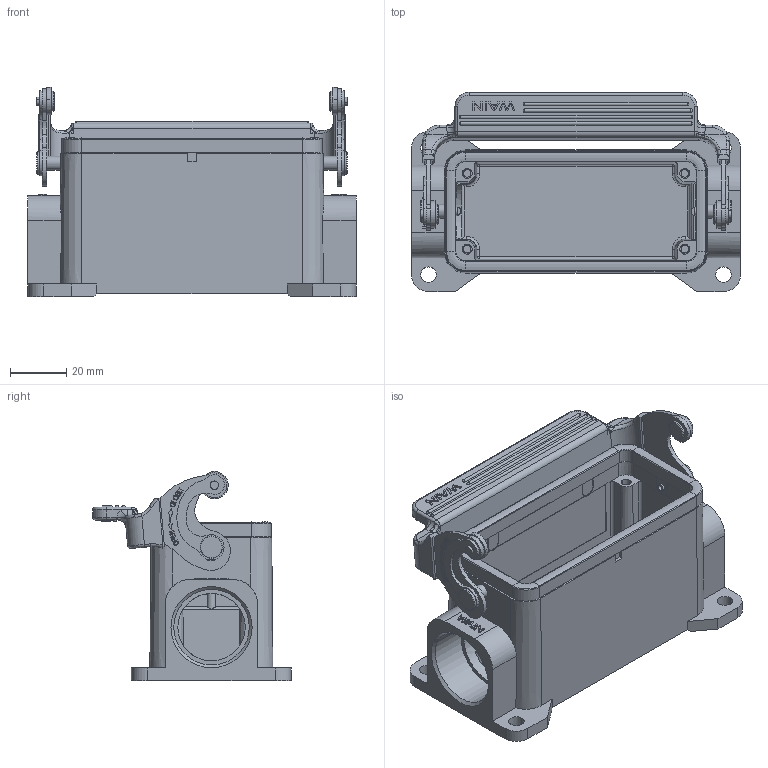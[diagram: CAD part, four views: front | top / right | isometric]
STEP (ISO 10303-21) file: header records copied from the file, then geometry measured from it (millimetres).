
FILE_DESCRIPTION(/* description */ (''),/* implementation_level */ '2;1');
FILE_NAME(/* name */ '3D_1240162211011_HV16B-SF-1L_SC-PG21_V1.1.stp',/* time_stamp */ '2023-12-29T16:19:18+08:00',/* author */ (''),/* organization */ (''),/* preprocessor_version */ 'ST-DEVELOPER v18.1',/* originating_system */ 'SIEMENS PLM Software NX 1980',/* authorisation */ '');
FILE_SCHEMA (('AUTOMOTIVE_DESIGN { 1 0 10303 214 3 1 1 1 }'));
Length unit declared in the file: millimetre
Products named in the file (1): 14592E2886C7es14
Bounding box: 117 x 70.8 x 74.47 mm (x, y, z)
Volume: 104269.2 mm3; surface area: 66225.5 mm2
Topology: 12 solids, 13 shells, 1275 faces, 3403 edges, 2229 vertices
Faces by surface type: plane 597, cylinder 527, cone 40, torus 40, extrusion 35, bspline 18, sphere 18
Full cylindrical faces by diameter (mm): 1.9 x2, 3 x4, 4.9 x2, 8 x2, 24 x1, 26.3 x1, 26.9 x1
Entity records: 42781 total; most frequent: CARTESIAN_POINT 12178, ORIENTED_EDGE 6708, DIRECTION 5378, EDGE_CURVE 3354, VERTEX_POINT 2221, AXIS2_PLACEMENT_3D 1877, VECTOR 1624, LINE 1589
